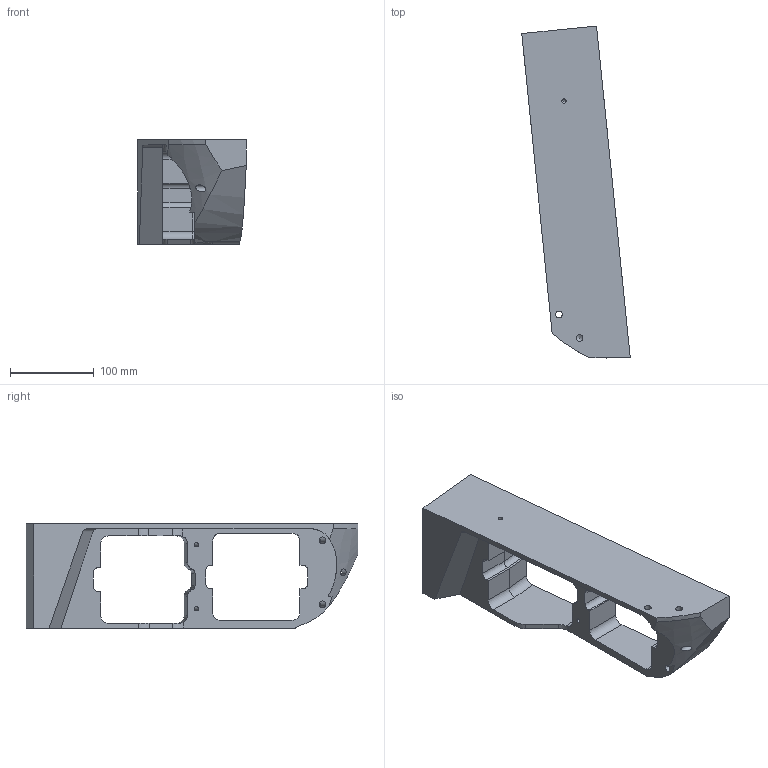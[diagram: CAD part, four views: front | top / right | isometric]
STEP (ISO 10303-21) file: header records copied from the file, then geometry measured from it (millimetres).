
FILE_DESCRIPTION(/* description */ ('STEP AP242','CAx-IF Rec.Pracs.---Representation and Presentation of Product Manufacturing Information (PMI)---4.0---2014-10-13','CAx-IF Rec.Pracs.---3D Tessellated Geometry---0.4---2014-09-14','2;1'),/* implementation_level */ '2;1');
FILE_NAME(/* name */ '668629a7b4807119c5bda20e',/* time_stamp */ '2024-07-04T04:48:40Z',/* author */ (''),/* organization */ (''),/* preprocessor_version */ 'ST-DEVELOPER v20',/* originating_system */ ' ',/* authorisation */ ' ');
FILE_SCHEMA (('AP242_MANAGED_MODEL_BASED_3D_ENGINEERING_MIM_LF { 1 0 10303 442 1 1 4 }'));
Length unit declared in the file: millimetre
Products named in the file (1): 605-0109 CNC Sample Slimmed 1
Bounding box: 129.15 x 395.22 x 124.52 mm (x, y, z)
Volume: 1608878.7 mm3; surface area: 185668.8 mm2
Topology: 1 solids, 1 shells, 84 faces, 244 edges, 161 vertices
Faces by surface type: plane 40, cylinder 28, bspline 14, cone 2
Full cylindrical faces by diameter (mm): 5.105 x3, 7.937 x2, 7.938 x3
Entity records: 3847 total; most frequent: CARTESIAN_POINT 1665, ORIENTED_EDGE 462, DIRECTION 408, EDGE_CURVE 231, VERTEX_POINT 160, LINE 140, VECTOR 140, AXIS2_PLACEMENT_3D 134
